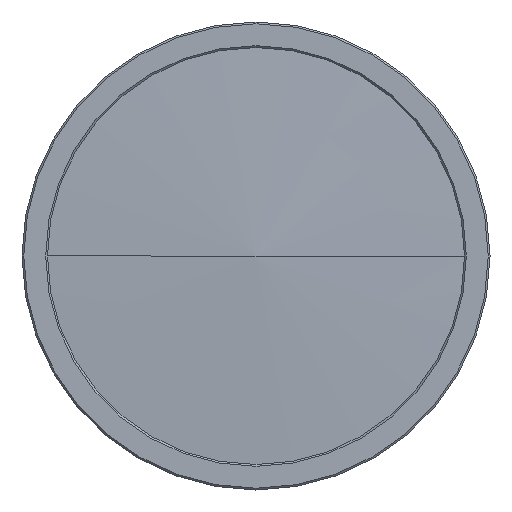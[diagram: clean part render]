
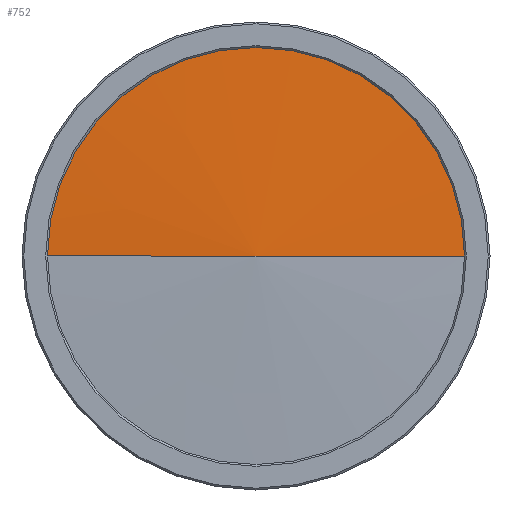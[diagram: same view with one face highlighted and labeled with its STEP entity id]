
A CAD part, left-side view. The second image highlights one B-rep face of the part: STEP entity #752.
In plain terms, the highlighted conical face has half-angle 87.4 degrees and reference radius 22020.6 mm.
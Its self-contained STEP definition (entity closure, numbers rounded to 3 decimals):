
#579 = CARTESIAN_POINT ( 'NONE',  ( 1000., 0., 0. ) ) ;
#592 = DIRECTION ( 'NONE',  ( 0., 1., 0. ) ) ;
#598 = DIRECTION ( 'NONE',  ( 1., 0., 0. ) ) ;
#752 = ADVANCED_FACE ( 'NONE', ( #1451 ), #1431, .T. ) ;
#974 = EDGE_CURVE ( 'NONE', #1233, #1260, #2026, .T. ) ;
#1014 = EDGE_CURVE ( 'NONE', #1245, #1260, #2039, .T. ) ;
#1016 = EDGE_CURVE ( 'NONE', #1233, #1245, #2068, .T. ) ;
#1059 = AXIS2_PLACEMENT_3D ( 'NONE', #579, #598, #592 ) ;
#1233 = VERTEX_POINT ( 'NONE', #3727 ) ;
#1245 = VERTEX_POINT ( 'NONE', #3729 ) ;
#1260 = VERTEX_POINT ( 'NONE', #3719 ) ;
#1403 = ORIENTED_EDGE ( 'NONE', *, *, #1016, .F. ) ;
#1415 = ORIENTED_EDGE ( 'NONE', *, *, #974, .T. ) ;
#1425 = ORIENTED_EDGE ( 'NONE', *, *, #1014, .F. ) ;
#1431 = CONICAL_SURFACE ( 'NONE', #1059, 22020.592, 1.525 ) ;
#1451 = FACE_OUTER_BOUND ( 'NONE', #4406, .T. ) ;
#2026 = LINE ( 'NONE', #2981, #2047 ) ;
#2039 = CIRCLE ( 'NONE', #2514, 34.75 ) ;
#2047 = VECTOR ( 'NONE', #2954, 1000. ) ;
#2068 = LINE ( 'NONE', #3090, #2069 ) ;
#2069 = VECTOR ( 'NONE', #3089, 1000. ) ;
#2514 = AXIS2_PLACEMENT_3D ( 'NONE', #3087, #3088, #3070 ) ;
#2954 = DIRECTION ( 'NONE',  ( 0.045, -0.999, 0. ) ) ;
#2981 = CARTESIAN_POINT ( 'NONE',  ( 0., 0., 0. ) ) ;
#3070 = DIRECTION ( 'NONE',  ( 0., 0., -1. ) ) ;
#3087 = CARTESIAN_POINT ( 'NONE',  ( 1.578, 0., 0. ) ) ;
#3088 = DIRECTION ( 'NONE',  ( 1., 0., 0. ) ) ;
#3089 = DIRECTION ( 'NONE',  ( 0.045, 0.999, 0. ) ) ;
#3090 = CARTESIAN_POINT ( 'NONE',  ( 0., 0., 0. ) ) ;
#3719 = CARTESIAN_POINT ( 'NONE',  ( 1.578, -34.75, 0. ) ) ;
#3727 = CARTESIAN_POINT ( 'NONE',  ( 0., 0., 0. ) ) ;
#3729 = CARTESIAN_POINT ( 'NONE',  ( 1.578, 34.75, 0. ) ) ;
#4406 = EDGE_LOOP ( 'NONE', ( #1403, #1415, #1425 ) ) ;
